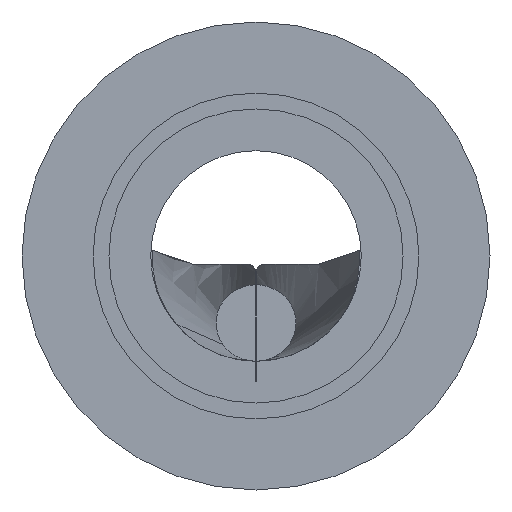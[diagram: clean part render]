
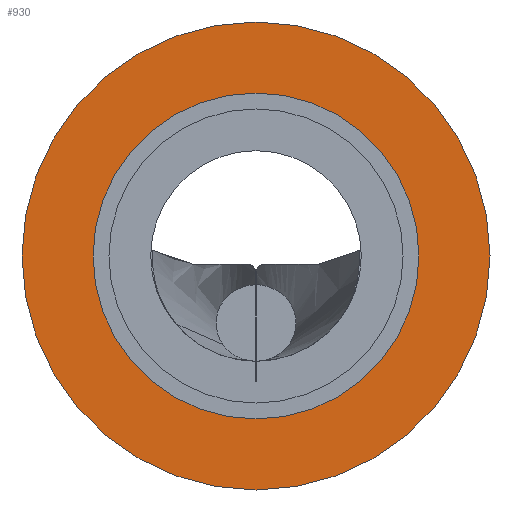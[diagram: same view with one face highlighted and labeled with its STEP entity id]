
A CAD part, front view. The second image highlights one B-rep face of the part: STEP entity #930.
In plain terms, the highlighted planar face has unit normal (0, -1, 0).
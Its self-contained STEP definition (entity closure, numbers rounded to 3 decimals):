
#140 = FACE_BOUND ( 'NONE', #778, .T. ) ;
#161 = CIRCLE ( 'NONE', #1457, 1.95 ) ;
#202 = ORIENTED_EDGE ( 'NONE', *, *, #879, .F. ) ;
#214 = CARTESIAN_POINT ( 'NONE',  ( 0., -11.34, -1.95 ) ) ;
#270 = ORIENTED_EDGE ( 'NONE', *, *, #1674, .F. ) ;
#271 = CARTESIAN_POINT ( 'NONE',  ( 0., -11.34, 0. ) ) ;
#377 = CARTESIAN_POINT ( 'NONE',  ( 0., -11.34, 0. ) ) ;
#389 = VERTEX_POINT ( 'NONE', #2001 ) ;
#402 = CARTESIAN_POINT ( 'NONE',  ( 0., -11.34, 2.8 ) ) ;
#433 = FACE_OUTER_BOUND ( 'NONE', #2217, .T. ) ;
#484 = CARTESIAN_POINT ( 'NONE',  ( 0., -11.34, 0. ) ) ;
#567 = DIRECTION ( 'NONE',  ( 0., 0., 1. ) ) ;
#618 = CARTESIAN_POINT ( 'NONE',  ( 0., -11.34, 0. ) ) ;
#778 = EDGE_LOOP ( 'NONE', ( #202, #1616 ) ) ;
#827 = DIRECTION ( 'NONE',  ( 0., 0., 1. ) ) ;
#879 = EDGE_CURVE ( 'NONE', #1790, #389, #1366, .T. ) ;
#930 = ADVANCED_FACE ( 'NONE', ( #140, #433 ), #1893, .F. ) ;
#1007 = CIRCLE ( 'NONE', #2038, 2.8 ) ;
#1157 = DIRECTION ( 'NONE',  ( 0., 1., 0. ) ) ;
#1366 = CIRCLE ( 'NONE', #2110, 1.95 ) ;
#1457 = AXIS2_PLACEMENT_3D ( 'NONE', #1508, #2041, #2231 ) ;
#1506 = DIRECTION ( 'NONE',  ( 0., 0., 1. ) ) ;
#1508 = CARTESIAN_POINT ( 'NONE',  ( 0., -11.34, 0. ) ) ;
#1533 = AXIS2_PLACEMENT_3D ( 'NONE', #271, #1538, #827 ) ;
#1538 = DIRECTION ( 'NONE',  ( 0., 1., 0. ) ) ;
#1616 = ORIENTED_EDGE ( 'NONE', *, *, #2004, .F. ) ;
#1639 = DIRECTION ( 'NONE',  ( 0., 1., 0. ) ) ;
#1674 = EDGE_CURVE ( 'NONE', #2042, #2016, #1715, .T. ) ;
#1693 = CARTESIAN_POINT ( 'NONE',  ( 0., -11.34, -2.8 ) ) ;
#1715 = CIRCLE ( 'NONE', #2062, 2.8 ) ;
#1730 = DIRECTION ( 'NONE',  ( 0., 0., -1. ) ) ;
#1790 = VERTEX_POINT ( 'NONE', #214 ) ;
#1879 = EDGE_CURVE ( 'NONE', #2016, #2042, #1007, .T. ) ;
#1893 = PLANE ( 'NONE',  #1533 ) ;
#1910 = DIRECTION ( 'NONE',  ( 0., -1., 0. ) ) ;
#1962 = ORIENTED_EDGE ( 'NONE', *, *, #1879, .F. ) ;
#2001 = CARTESIAN_POINT ( 'NONE',  ( 0., -11.34, 1.95 ) ) ;
#2004 = EDGE_CURVE ( 'NONE', #389, #1790, #161, .T. ) ;
#2016 = VERTEX_POINT ( 'NONE', #402 ) ;
#2038 = AXIS2_PLACEMENT_3D ( 'NONE', #618, #1157, #1506 ) ;
#2041 = DIRECTION ( 'NONE',  ( 0., -1., 0. ) ) ;
#2042 = VERTEX_POINT ( 'NONE', #1693 ) ;
#2062 = AXIS2_PLACEMENT_3D ( 'NONE', #377, #1639, #567 ) ;
#2110 = AXIS2_PLACEMENT_3D ( 'NONE', #484, #1910, #1730 ) ;
#2217 = EDGE_LOOP ( 'NONE', ( #1962, #270 ) ) ;
#2231 = DIRECTION ( 'NONE',  ( 0., 0., -1. ) ) ;
